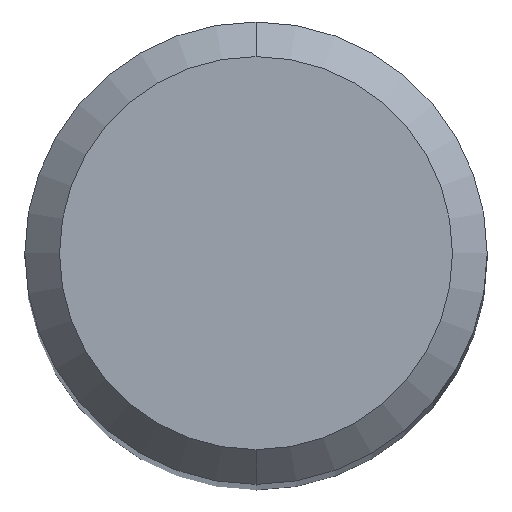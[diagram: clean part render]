
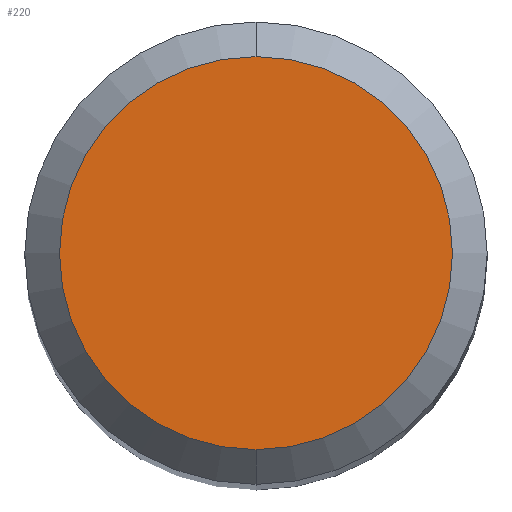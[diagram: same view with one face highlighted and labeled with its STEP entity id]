
A CAD part, top view. The second image highlights one B-rep face of the part: STEP entity #220.
In plain terms, the highlighted planar face has unit normal (0, 0, 1).
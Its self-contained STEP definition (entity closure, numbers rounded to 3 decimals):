
#126=EDGE_CURVE('',#208,#152,#296,.T.);
#152=VERTEX_POINT('',#325);
#154=EDGE_CURVE('',#152,#208,#327,.T.);
#208=VERTEX_POINT('',#389);
#220=ADVANCED_FACE('',(#403),#404,.T.);
#296=CIRCLE('',#482,1.7);
#325=CARTESIAN_POINT('',(0.,-1.7,0.0));
#327=CIRCLE('',#523,1.7);
#389=CARTESIAN_POINT('',(0.0,1.7,0.0));
#403=FACE_OUTER_BOUND('',#616,.T.);
#404=PLANE('',#617);
#482=AXIS2_PLACEMENT_3D('',#691,#692,#693);
#523=AXIS2_PLACEMENT_3D('',#732,#733,#734);
#616=EDGE_LOOP('',(#833,#834));
#617=AXIS2_PLACEMENT_3D('',#835,#836,#837);
#691=CARTESIAN_POINT('',(0.0,0.0,0.0));
#692=DIRECTION('',(0.0,0.0,-1.0));
#693=DIRECTION('',(0.0,1.0,0.0));
#732=CARTESIAN_POINT('',(0.0,0.0,0.0));
#733=DIRECTION('',(0.0,0.0,-1.0));
#734=DIRECTION('',(0.0,1.0,0.0));
#833=ORIENTED_EDGE('',*,*,#126,.F.);
#834=ORIENTED_EDGE('',*,*,#154,.F.);
#835=CARTESIAN_POINT('',(0.0,0.85,0.0));
#836=DIRECTION('',(-0.0,0.0,1.0));
#837=DIRECTION('',(0.0,-1.0,0.0));
